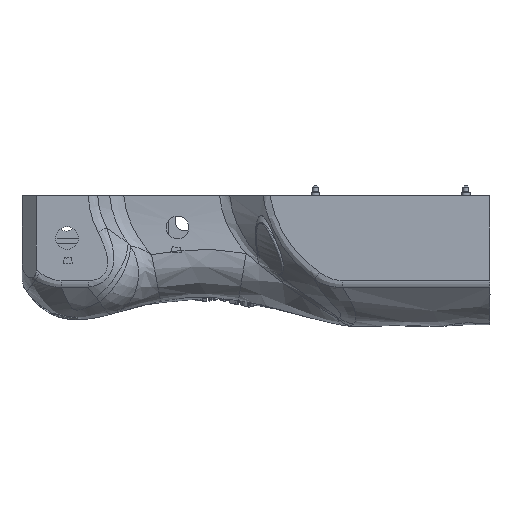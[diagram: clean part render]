
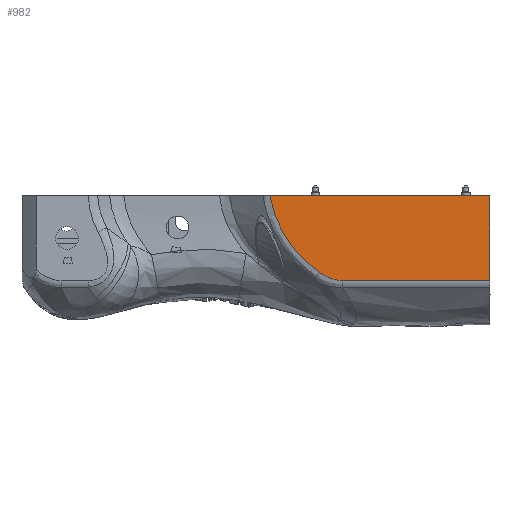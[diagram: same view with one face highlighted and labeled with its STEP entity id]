
A CAD part, left-side view. The second image highlights one B-rep face of the part: STEP entity #982.
In plain terms, the highlighted planar face has unit normal (-1, 0, 0).
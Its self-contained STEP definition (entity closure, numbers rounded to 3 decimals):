
#982=ADVANCED_FACE('',(#2021),#1647,.F.);
#1647=PLANE('',#13015);
#2021=FACE_OUTER_BOUND('',#2723,.T.);
#2723=EDGE_LOOP('',(#5075,#5076,#5077,#5078,#5079));
#3734=B_SPLINE_CURVE_WITH_KNOTS('',3,(#22268,#22269,#22270,#22271,#22272,
#22273),.UNSPECIFIED.,.F.,.F.,(4,2,4),(0.,0.5,1.),.UNSPECIFIED.);
#3735=B_SPLINE_CURVE_WITH_KNOTS('',3,(#22275,#22276,#22277,#22278,#22279,
#22280),.UNSPECIFIED.,.F.,.F.,(4,2,4),(0.,0.5,1.),.UNSPECIFIED.);
#5075=ORIENTED_EDGE('',*,*,#8936,.F.);
#5076=ORIENTED_EDGE('',*,*,#9790,.T.);
#5077=ORIENTED_EDGE('',*,*,#9791,.T.);
#5078=ORIENTED_EDGE('',*,*,#9792,.T.);
#5079=ORIENTED_EDGE('',*,*,#9761,.T.);
#7730=VERTEX_POINT('',#16221);
#7731=VERTEX_POINT('',#16223);
#8452=VERTEX_POINT('',#22051);
#8475=VERTEX_POINT('',#22274);
#8476=VERTEX_POINT('',#22281);
#8936=EDGE_CURVE('',#7730,#7731,#10754,.T.);
#9761=EDGE_CURVE('',#8452,#7731,#11194,.T.);
#9790=EDGE_CURVE('',#7730,#8475,#3734,.T.);
#9791=EDGE_CURVE('',#8475,#8476,#3735,.T.);
#9792=EDGE_CURVE('',#8476,#8452,#11205,.T.);
#10754=LINE('',#16222,#11785);
#11194=LINE('',#22050,#12228);
#11205=LINE('',#22282,#12240);
#11785=VECTOR('',#13615,1.);
#12228=VECTOR('',#14314,1.);
#12240=VECTOR('',#14342,1.);
#13015=AXIS2_PLACEMENT_3D('',#22283,#14343,#14344);
#13615=DIRECTION('',(0.,-1.,0.));
#14314=DIRECTION('',(0.,0.,1.));
#14342=DIRECTION('',(0.,-1.,0.));
#14343=DIRECTION('',(1.,0.,0.));
#14344=DIRECTION('',(0.,0.,-1.));
#16221=CARTESIAN_POINT('',(-85.,-7.389,50.));
#16222=CARTESIAN_POINT('',(-85.,80.,50.));
#16223=CARTESIAN_POINT('',(-85.,-85.,50.));
#22050=CARTESIAN_POINT('',(-85.,-85.,18.817));
#22051=CARTESIAN_POINT('',(-85.,-85.,20.049));
#22268=CARTESIAN_POINT('',(-85.,-7.389,50.));
#22269=CARTESIAN_POINT('',(-85.,-8.411,44.518));
#22270=CARTESIAN_POINT('',(-85.,-10.361,39.339));
#22271=CARTESIAN_POINT('',(-85.,-16.49,30.038));
#22272=CARTESIAN_POINT('',(-85.,-20.428,26.227));
#22273=CARTESIAN_POINT('',(-85.,-24.921,22.949));
#22274=CARTESIAN_POINT('',(-85.,-24.921,22.949));
#22275=CARTESIAN_POINT('',(-85.,-24.921,22.949));
#22276=CARTESIAN_POINT('',(-85.,-26.108,22.084));
#22277=CARTESIAN_POINT('',(-85.,-27.384,21.39));
#22278=CARTESIAN_POINT('',(-85.,-30.13,20.375));
#22279=CARTESIAN_POINT('',(-85.,-31.561,20.049));
#22280=CARTESIAN_POINT('',(-85.,-33.037,20.049));
#22281=CARTESIAN_POINT('',(-85.,-33.037,20.049));
#22282=CARTESIAN_POINT('',(-85.,80.,20.049));
#22283=CARTESIAN_POINT('',(-85.,80.,50.));
